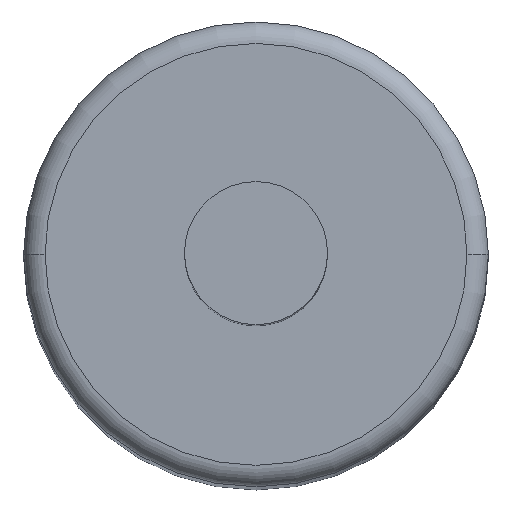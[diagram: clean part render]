
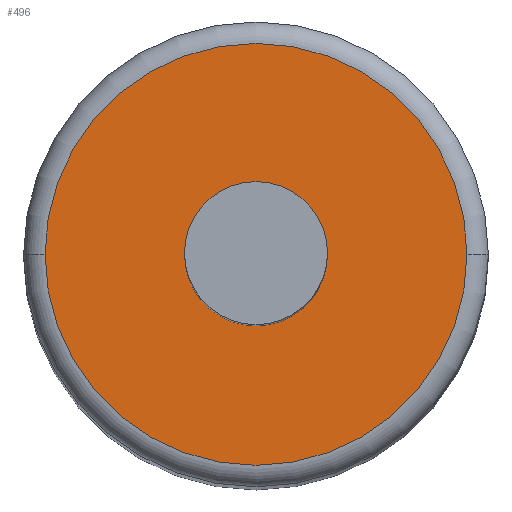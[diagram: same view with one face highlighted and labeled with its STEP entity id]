
A CAD part, top view. The second image highlights one B-rep face of the part: STEP entity #496.
In plain terms, the highlighted planar face has unit normal (0, 0, 1).
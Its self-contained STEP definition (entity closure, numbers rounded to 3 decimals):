
#219=CARTESIAN_POINT('',(0.,0.,26.));
#220=DIRECTION('',(0.,0.,1.));
#221=DIRECTION('',(-1.,0.,0.));
#222=AXIS2_PLACEMENT_3D('',#219,#220,#221);
#227=CARTESIAN_POINT('',(0.,0.,26.));
#228=DIRECTION('',(0.,0.,1.));
#229=DIRECTION('',(1.,0.,0.));
#230=AXIS2_PLACEMENT_3D('',#227,#228,#229);
#235=CARTESIAN_POINT('',(0.,0.,26.));
#236=DIRECTION('',(0.,0.,1.));
#237=DIRECTION('',(1.,0.,0.));
#238=AXIS2_PLACEMENT_3D('',#235,#236,#237);
#243=CARTESIAN_POINT('',(0.,0.,26.));
#244=DIRECTION('',(0.,0.,1.));
#245=DIRECTION('',(-1.,0.,0.));
#246=AXIS2_PLACEMENT_3D('',#243,#244,#245);
#309=CARTESIAN_POINT('',(-2.95,0.,26.));
#310=CARTESIAN_POINT('',(2.95,0.,26.));
#311=VERTEX_POINT('',#309);
#312=VERTEX_POINT('',#310);
#321=CARTESIAN_POINT('',(1.,0.,26.));
#322=CARTESIAN_POINT('',(-1.,0.,26.));
#323=VERTEX_POINT('',#321);
#324=VERTEX_POINT('',#322);
#480=CARTESIAN_POINT('',(0.,0.,26.));
#481=DIRECTION('',(0.,0.,1.));
#482=DIRECTION('',(1.,0.,0.));
#483=AXIS2_PLACEMENT_3D('',#480,#481,#482);
#484=PLANE('',#483);
#485=ORIENTED_EDGE('',*,*,#470,.F.);
#487=ORIENTED_EDGE('',*,*,#486,.F.);
#488=EDGE_LOOP('',(#485,#487));
#489=FACE_OUTER_BOUND('',#488,.F.);
#491=ORIENTED_EDGE('',*,*,#490,.T.);
#493=ORIENTED_EDGE('',*,*,#492,.T.);
#494=EDGE_LOOP('',(#491,#493));
#495=FACE_BOUND('',#494,.F.);
#496=ADVANCED_FACE('',(#489,#495),#484,.T.);
#223=CIRCLE('',#222,2.95);
#231=CIRCLE('',#230,2.95);
#239=CIRCLE('',#238,1.);
#247=CIRCLE('',#246,1.);
#470=EDGE_CURVE('',#311,#312,#223,.T.);
#486=EDGE_CURVE('',#312,#311,#231,.T.);
#490=EDGE_CURVE('',#323,#324,#239,.T.);
#492=EDGE_CURVE('',#324,#323,#247,.T.);
